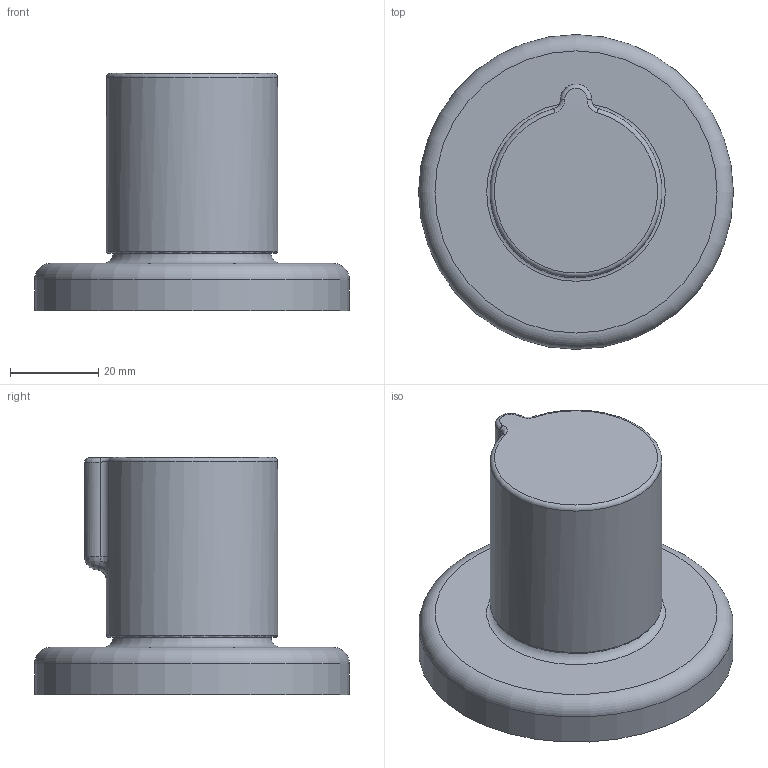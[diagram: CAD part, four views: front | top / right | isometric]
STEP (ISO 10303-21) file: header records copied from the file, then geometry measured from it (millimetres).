
FILE_DESCRIPTION (( 'STEP AP203' ), '1' );
FILE_NAME ('02288101.STEP', '2017-03-09T05:38:47', ( '' ), ( '' ), 'SwSTEP 2.0', 'SolidWorks 2016', '' );
FILE_SCHEMA (( 'CONFIG_CONTROL_DESIGN' ));
Length unit declared in the file: millimetre
Products named in the file (1): 02288101
Bounding box: 71.4 x 71.4 x 53.79 mm (x, y, z)
Volume: 94227.4 mm3; surface area: 15675.2 mm2
Topology: 1 solids, 1 shells, 27 faces, 56 edges, 33 vertices
Faces by surface type: bspline 8, cylinder 7, torus 6, plane 5, sphere 1
Full cylindrical faces by diameter (mm): 39 x1, 71.4 x1
Entity records: 2125 total; most frequent: CARTESIAN_POINT 1580, ORIENTED_EDGE 98, DIRECTION 74, EDGE_CURVE 49, EDGE_LOOP 34, AXIS2_PLACEMENT_3D 32, FACE_OUTER_BOUND 32, VERTEX_POINT 31
